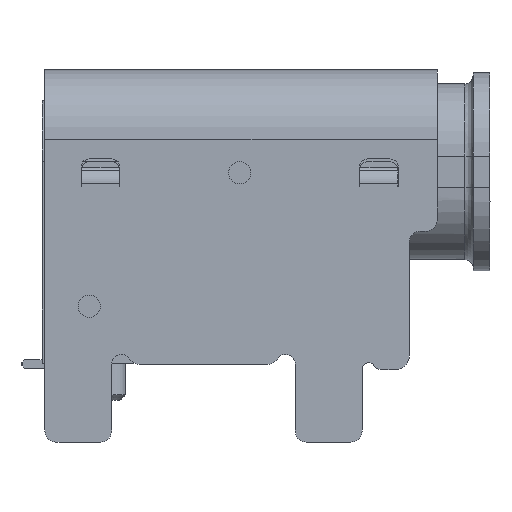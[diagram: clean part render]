
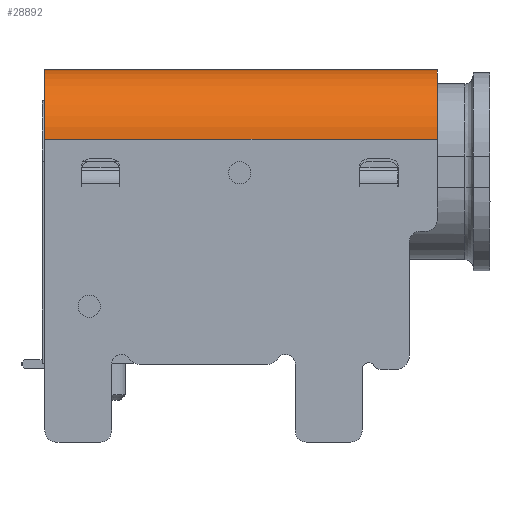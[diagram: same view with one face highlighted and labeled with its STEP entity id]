
A CAD part, left-side view. The second image highlights one B-rep face of the part: STEP entity #28892.
In plain terms, the highlighted cylindrical face has radius 1.25 mm (diameter 2.5 mm), a partial arc.
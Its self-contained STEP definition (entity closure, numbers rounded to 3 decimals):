
#4422=CARTESIAN_POINT('',(-3.485,7.898,0.58));
#4423=DIRECTION('',(0.,-1.,0.));
#4424=DIRECTION('',(0.,0.,1.));
#4425=AXIS2_PLACEMENT_3D('',#4422,#4423,#4424);
#6828=CARTESIAN_POINT('',(-3.485,0.848,0.58));
#6829=DIRECTION('',(0.,1.,0.));
#6830=DIRECTION('',(-1.,0.,0.));
#6831=AXIS2_PLACEMENT_3D('',#6828,#6829,#6830);
#8611=DIRECTION('',(0.,1.,0.));
#8612=VECTOR('',#8611,7.05);
#8613=CARTESIAN_POINT('',(-4.735,0.848,0.58));
#8614=LINE('',#8613,#8612);
#8615=DIRECTION('',(0.,-1.,0.));
#8616=VECTOR('',#8615,7.05);
#8617=CARTESIAN_POINT('',(-3.485,7.898,1.83));
#8618=LINE('',#8617,#8616);
#14387=CARTESIAN_POINT('',(-3.485,7.898,1.83));
#14389=VERTEX_POINT('',#14387);
#14458=CARTESIAN_POINT('',(-4.735,7.898,0.58));
#14459=VERTEX_POINT('',#14458);
#15110=CARTESIAN_POINT('',(-3.485,0.848,1.83));
#15111=VERTEX_POINT('',#15110);
#15116=CARTESIAN_POINT('',(-4.735,0.848,0.58));
#15117=VERTEX_POINT('',#15116);
#28881=CARTESIAN_POINT('',(-3.485,0.798,0.58));
#28882=DIRECTION('',(0.,1.,0.));
#28883=DIRECTION('',(0.,0.,1.));
#28884=AXIS2_PLACEMENT_3D('',#28881,#28882,#28883);
#28885=CYLINDRICAL_SURFACE('',#28884,1.25);
#28886=ORIENTED_EDGE('',*,*,#26506,.F.);
#28887=ORIENTED_EDGE('',*,*,#26662,.T.);
#28888=ORIENTED_EDGE('',*,*,#22707,.F.);
#28889=ORIENTED_EDGE('',*,*,#19108,.T.);
#28890=EDGE_LOOP('',(#28886,#28887,#28888,#28889));
#28891=FACE_OUTER_BOUND('',#28890,.F.);
#4426=CIRCLE('',#4425,1.25);
#6832=CIRCLE('',#6831,1.25);
#19108=EDGE_CURVE('',#14389,#15111,#8618,.T.);
#22707=EDGE_CURVE('',#14389,#14459,#4426,.T.);
#26506=EDGE_CURVE('',#15117,#15111,#6832,.T.);
#26662=EDGE_CURVE('',#15117,#14459,#8614,.T.);
#28892=ADVANCED_FACE('',(#28891),#28885,.T.);
